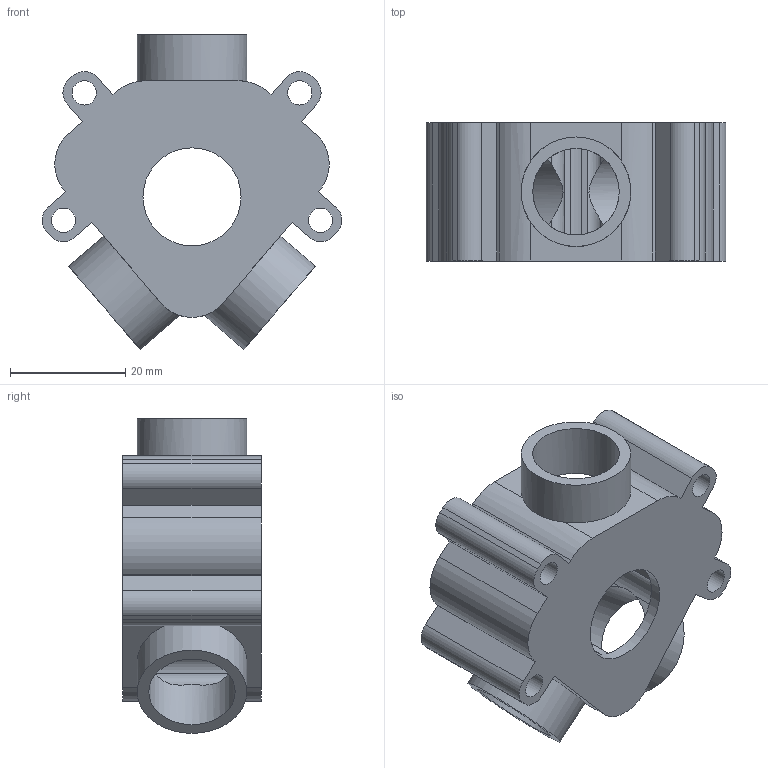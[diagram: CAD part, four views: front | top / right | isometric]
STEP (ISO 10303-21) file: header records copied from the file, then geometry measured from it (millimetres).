
FILE_DESCRIPTION(/* description */ (''),/* implementation_level */ '2;1');
FILE_NAME(/* name */ 'Casing.step',/* time_stamp */ '2020-03-24T18:28:22+01:00',/* author */ (''),/* organization */ (''),/* preprocessor_version */ 'ST-DEVELOPER v18',/* originating_system */ 'Autodesk Translation Framework v8.12.0.6',/* authorisation */ '');
FILE_SCHEMA (('AUTOMOTIVE_DESIGN { 1 0 10303 214 3 1 1 }'));
Length unit declared in the file: millimetre
Products named in the file (1): Casing
Bounding box: 51.98 x 24 x 54.58 mm (x, y, z)
Volume: 12904.7 mm3; surface area: 13059.6 mm2
Topology: 1 solids, 1 shells, 83 faces, 249 edges, 166 vertices
Faces by surface type: plane 44, cylinder 39
Full cylindrical faces by diameter (mm): 4.2 x4, 15 x3, 17 x1, 19 x3
Entity records: 2991 total; most frequent: CARTESIAN_POINT 629, ORIENTED_EDGE 498, DIRECTION 485, EDGE_CURVE 249, AXIS2_PLACEMENT_3D 167, VERTEX_POINT 166, LINE 151, VECTOR 151
